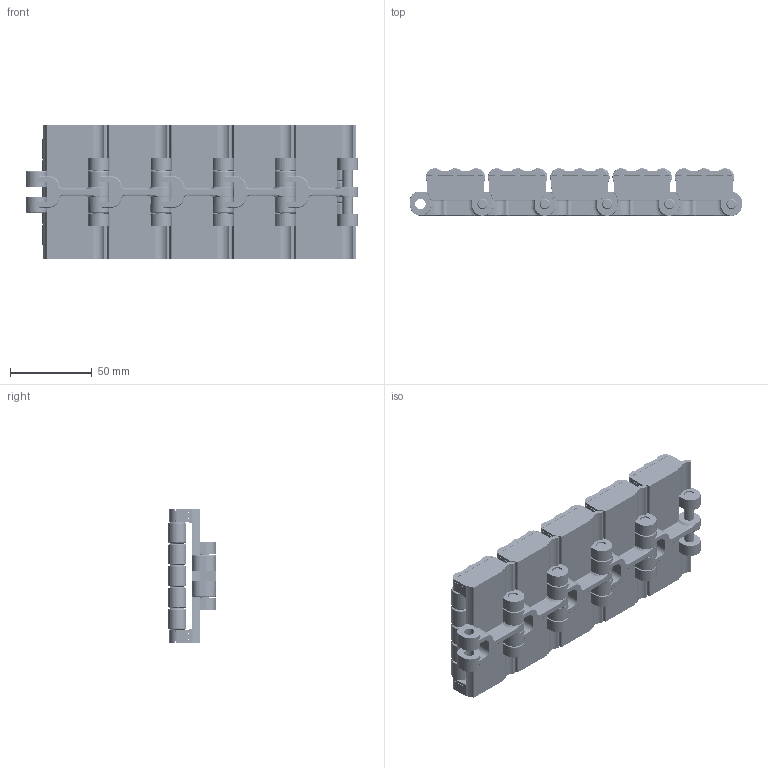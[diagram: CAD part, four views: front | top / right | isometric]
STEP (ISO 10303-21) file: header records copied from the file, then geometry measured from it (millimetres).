
FILE_DESCRIPTION (( 'STEP AP214' ), '1' );
FILE_NAME ('Rexnord-SHD LBP-SHD LBP 3.25in .step', '2019-02-13T09:13:22', ( '' ), ( '' ), 'SwSTEP 2.0', 'SolidWorks 2019', '' );
FILE_SCHEMA (( 'AUTOMOTIVE_DESIGN' ));
Length unit declared in the file: millimetre
Products named in the file (11): Rexnord-SHD LBP-SHD LBP 3.25in _SHD_325_LBP_1_ASM; Rexnord-SHD LBP-SHD LBP 3.25in _ROLLER; Rexnord-SHD LBP-SHD LBP 3.25in _831_LF3-1_4_1; Rexnord-SHD LBP-SHD LBP 3.25in _CLIP; Rexnord-SHD LBP-SHD LBP 3.25in ; Rexnord-SHD LBP-SHD LBP 3.25in _PRT0003_1; Rexnord-SHD LBP-SHD LBP 3.25in _PIN
Assembly tree (115 placements, depth 3):
  Rexnord-SHD LBP-SHD LBP 3.25in 
    Rexnord-SHD LBP-SHD LBP 3.25in _SHD_325_LBP_1_ASM
      Rexnord-SHD LBP-SHD LBP 3.25in _831_LF3-1_4_1
      Rexnord-SHD LBP-SHD LBP 3.25in _PIN  x3
      Rexnord-SHD LBP-SHD LBP 3.25in _ROLLER  x15
      Rexnord-SHD LBP-SHD LBP 3.25in _PRT0003_1
      Rexnord-SHD LBP-SHD LBP 3.25in _CLIP  x2
    Rexnord-SHD LBP-SHD LBP 3.25in _SHD_325_LBP_1_ASM
      Rexnord-SHD LBP-SHD LBP 3.25in _831_LF3-1_4_1
      Rexnord-SHD LBP-SHD LBP 3.25in _PIN  x3
      Rexnord-SHD LBP-SHD LBP 3.25in _ROLLER  x15
      Rexnord-SHD LBP-SHD LBP 3.25in _PRT0003_1
      Rexnord-SHD LBP-SHD LBP 3.25in _CLIP  x2
    Rexnord-SHD LBP-SHD LBP 3.25in _SHD_325_LBP_1_ASM
      Rexnord-SHD LBP-SHD LBP 3.25in _831_LF3-1_4_1
      Rexnord-SHD LBP-SHD LBP 3.25in _PIN  x3
      Rexnord-SHD LBP-SHD LBP 3.25in _ROLLER  x15
      Rexnord-SHD LBP-SHD LBP 3.25in _PRT0003_1
      Rexnord-SHD LBP-SHD LBP 3.25in _CLIP  x2
    Rexnord-SHD LBP-SHD LBP 3.25in _SHD_325_LBP_1_ASM
      Rexnord-SHD LBP-SHD LBP 3.25in _831_LF3-1_4_1
      Rexnord-SHD LBP-SHD LBP 3.25in _PIN  x3
      Rexnord-SHD LBP-SHD LBP 3.25in _ROLLER  x15
      Rexnord-SHD LBP-SHD LBP 3.25in _PRT0003_1
      Rexnord-SHD LBP-SHD LBP 3.25in _CLIP  x2
    Rexnord-SHD LBP-SHD LBP 3.25in _SHD_325_LBP_1_ASM
      Rexnord-SHD LBP-SHD LBP 3.25in _831_LF3-1_4_1
      Rexnord-SHD LBP-SHD LBP 3.25in _PIN  x3
      Rexnord-SHD LBP-SHD LBP 3.25in _ROLLER  x15
      Rexnord-SHD LBP-SHD LBP 3.25in _PRT0003_1
      Rexnord-SHD LBP-SHD LBP 3.25in _CLIP  x2
Bounding box: 203.2 x 28.98 x 82.55 mm (x, y, z)
Volume: 219794.2 mm3; surface area: 159109.9 mm2
Topology: 120 solids, 120 shells, 4210 faces, 10655 edges, 6835 vertices
Faces by surface type: plane 1585, cylinder 1395, cone 620, bspline 610
Entity records: 18360 total; most frequent: CARTESIAN_POINT 6207, ORIENTED_EDGE 2454, DIRECTION 2420, EDGE_CURVE 1227, AXIS2_PLACEMENT_3D 880, VERTEX_POINT 783, VECTOR 660, LINE 660
